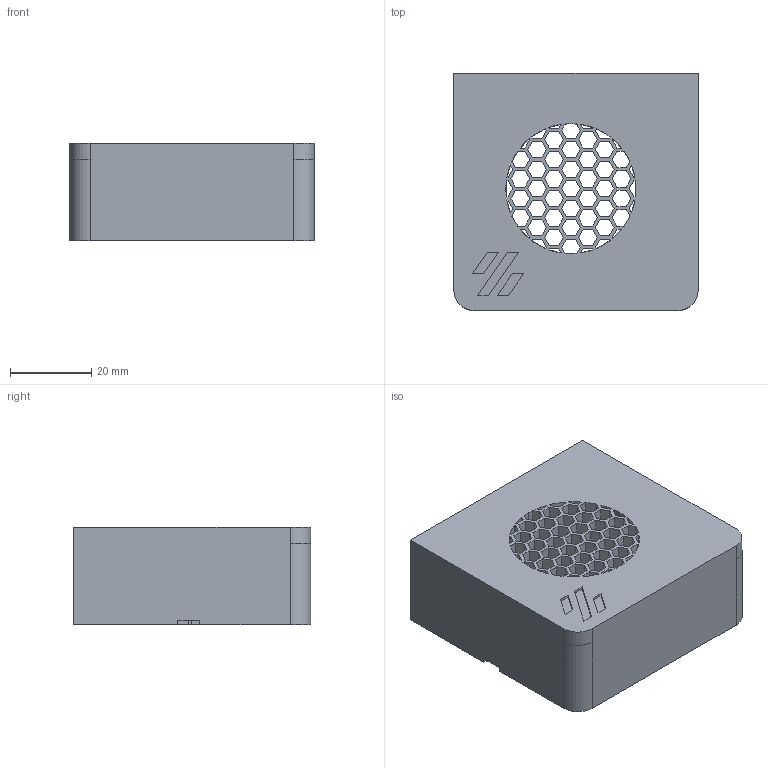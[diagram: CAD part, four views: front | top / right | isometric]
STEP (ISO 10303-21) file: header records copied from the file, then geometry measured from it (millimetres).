
FILE_DESCRIPTION (( 'STEP AP214' ), '1' );
FILE_NAME ('Fan Cover-1.0.STEP', '2023-07-26T23:26:18', ( '' ), ( '' ), 'SwSTEP 2.0', 'SolidWorks 2022', '' );
FILE_SCHEMA (( 'AUTOMOTIVE_DESIGN' ));
Length unit declared in the file: millimetre
Products named in the file (1): Fan Cover-1.0
Bounding box: 60.1 x 58.4 x 24 mm (x, y, z)
Volume: 24219 mm3; surface area: 17284.4 mm2
Topology: 1 solids, 1 shells, 362 faces, 1129 edges, 751 vertices
Faces by surface type: plane 324, cylinder 29, bspline 5, cone 4
Entity records: 12714 total; most frequent: CARTESIAN_POINT 2354, ORIENTED_EDGE 2258, DIRECTION 1949, EDGE_CURVE 1129, LINE 1009, VECTOR 1009, VERTEX_POINT 751, AXIS2_PLACEMENT_3D 470
